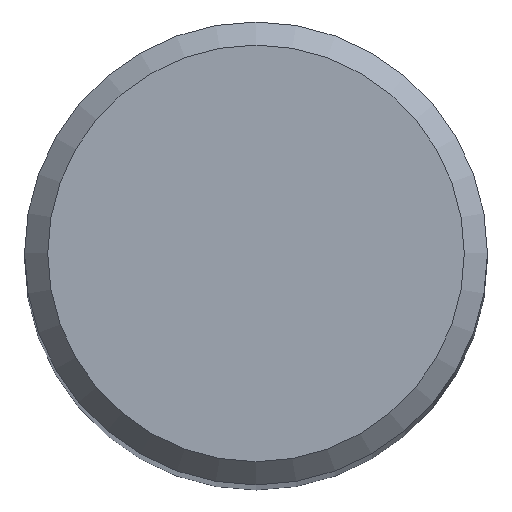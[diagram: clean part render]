
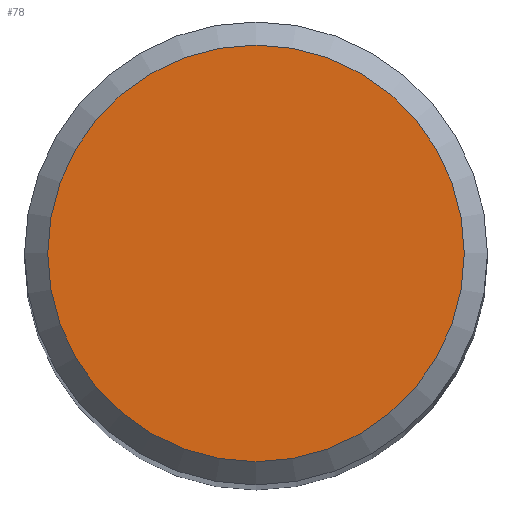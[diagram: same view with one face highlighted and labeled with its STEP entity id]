
A CAD part, top view. The second image highlights one B-rep face of the part: STEP entity #78.
In plain terms, the highlighted free-form (B-spline) face has degree [1, 1] with [2, 2] control points.
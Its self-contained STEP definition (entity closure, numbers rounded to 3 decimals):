
#38 = VERTEX_POINT('', #39);
#39 = CARTESIAN_POINT('', (-3.6, 0., 0.));
#45 = EDGE_CURVE('', #38, #38, #46, .T.);
#46 = CIRCLE('', #47, 3.6);
#47 = AXIS2_PLACEMENT_3D('', #48, #49, #50);
#48 = CARTESIAN_POINT('', (0., 0., 0.));
#49 = DIRECTION('', (0., 0., -1.));
#50 = DIRECTION('', (-1., 0., 0.));
#78 = ADVANCED_FACE('', (#79), #82, .T.);
#79 = FACE_OUTER_BOUND('', #80, .T.);
#80 = EDGE_LOOP('', (#81));
#81 = ORIENTED_EDGE('', *, *, #45, .F.);
#82 = B_SPLINE_SURFACE_WITH_KNOTS('', 1, 1, ((#83, #84), (#85, #86)), .UNSPECIFIED., .F., .F., .U., (2, 2), (2, 2), (1.999, 9.201), (1.999, 9.201), .UNSPECIFIED.);
#83 = CARTESIAN_POINT('', (3.601, -3.601, 0.));
#84 = CARTESIAN_POINT('', (-3.601, -3.601, 0.));
#85 = CARTESIAN_POINT('', (3.601, 3.601, 0.));
#86 = CARTESIAN_POINT('', (-3.601, 3.601, 0.));
